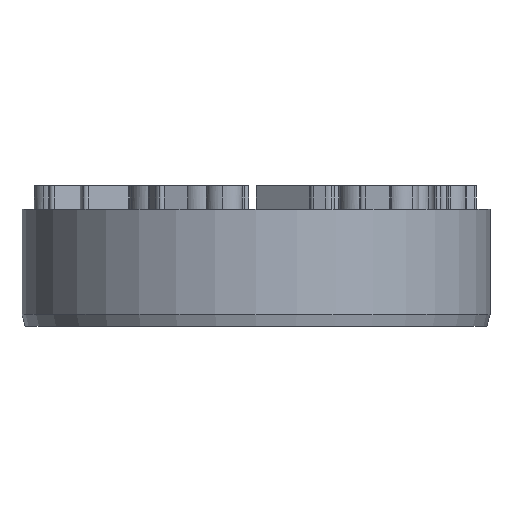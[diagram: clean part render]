
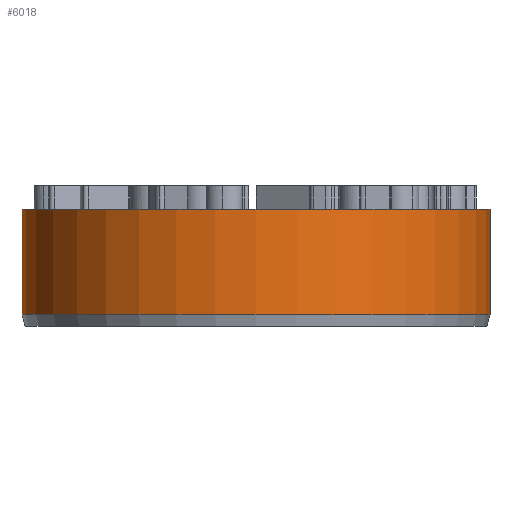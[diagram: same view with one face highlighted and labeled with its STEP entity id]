
A CAD part, left-side view. The second image highlights one B-rep face of the part: STEP entity #6018.
In plain terms, the highlighted cylindrical face has radius 10 mm (diameter 20 mm), a full revolution.
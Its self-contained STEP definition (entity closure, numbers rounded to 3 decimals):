
#29=CYLINDRICAL_SURFACE('',#6233,10.);
#36=CIRCLE('',#6213,10.);
#44=CIRCLE('',#6231,10.);
#45=CIRCLE('',#6232,10.);
#475=FACE_OUTER_BOUND('',#828,.T.);
#828=EDGE_LOOP('',(#5264,#5265,#5266,#5267,#5268));
#1283=LINE('',#11027,#1751);
#1751=VECTOR('',#6884,10.);
#2741=VERTEX_POINT('',#10992);
#2749=VERTEX_POINT('',#11021);
#2750=VERTEX_POINT('',#11022);
#3592=EDGE_CURVE('',#2741,#2741,#36,.T.);
#3603=EDGE_CURVE('',#2749,#2750,#44,.T.);
#3604=EDGE_CURVE('',#2750,#2749,#45,.T.);
#3606=EDGE_CURVE('',#2741,#2750,#1283,.T.);
#5264=ORIENTED_EDGE('',*,*,#3592,.F.);
#5265=ORIENTED_EDGE('',*,*,#3606,.T.);
#5266=ORIENTED_EDGE('',*,*,#3603,.F.);
#5267=ORIENTED_EDGE('',*,*,#3604,.F.);
#5268=ORIENTED_EDGE('',*,*,#3606,.F.);
#6018=ADVANCED_FACE('',(#475),#29,.T.);
#6213=AXIS2_PLACEMENT_3D('',#10993,#6838,#6839);
#6231=AXIS2_PLACEMENT_3D('',#11023,#6877,#6878);
#6232=AXIS2_PLACEMENT_3D('',#11024,#6879,#6880);
#6233=AXIS2_PLACEMENT_3D('',#11026,#6882,#6883);
#6838=DIRECTION('center_axis',(0.,0.,1.));
#6839=DIRECTION('ref_axis',(1.,0.,0.));
#6877=DIRECTION('center_axis',(0.,0.,-1.));
#6878=DIRECTION('ref_axis',(-1.,0.,0.));
#6879=DIRECTION('center_axis',(0.,0.,-1.));
#6880=DIRECTION('ref_axis',(-1.,0.,0.));
#6882=DIRECTION('center_axis',(0.,0.,1.));
#6883=DIRECTION('ref_axis',(1.,0.,0.));
#6884=DIRECTION('',(0.,0.,-1.));
#10992=CARTESIAN_POINT('',(-10.,0.,5.));
#10993=CARTESIAN_POINT('Origin',(0.,0.,5.));
#11021=CARTESIAN_POINT('',(10.,0.,0.5));
#11022=CARTESIAN_POINT('',(-10.,0.,0.5));
#11023=CARTESIAN_POINT('Origin',(0.,0.,0.5));
#11024=CARTESIAN_POINT('Origin',(0.,0.,0.5));
#11026=CARTESIAN_POINT('Origin',(0.,0.,0.));
#11027=CARTESIAN_POINT('',(-10.,0.,0.));
